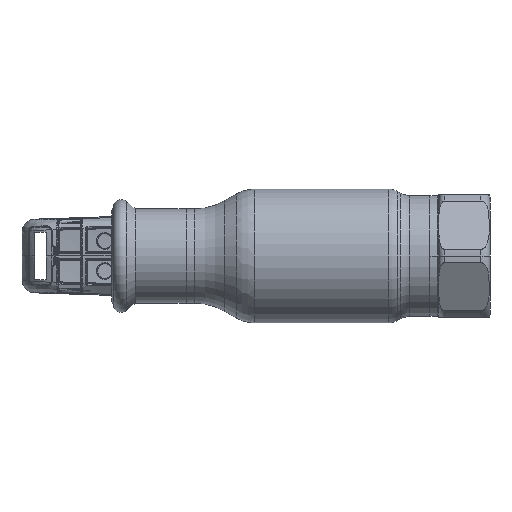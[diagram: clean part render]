
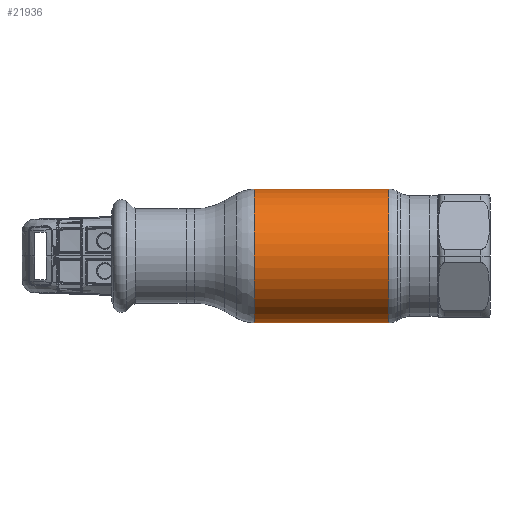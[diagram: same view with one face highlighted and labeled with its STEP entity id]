
A CAD part, front view. The second image highlights one B-rep face of the part: STEP entity #21936.
In plain terms, the highlighted cylindrical face has radius 22.25 mm (diameter 44.5 mm), a partial arc.
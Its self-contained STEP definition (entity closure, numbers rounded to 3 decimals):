
#572 = FACE_OUTER_BOUND ( 'NONE', #52868, .T. ) ;
#2373 = CARTESIAN_POINT ( 'NONE',  ( 22.285, 0., 0. ) ) ;
#3042 = LINE ( 'NONE', #18617, #47731 ) ;
#3684 = DIRECTION ( 'NONE',  ( -1., 0., 0. ) ) ;
#3713 = VERTEX_POINT ( 'NONE', #34540 ) ;
#6308 = EDGE_CURVE ( 'NONE', #35501, #23563, #42637, .T. ) ;
#9663 = EDGE_CURVE ( 'NONE', #3713, #35501, #21034, .T. ) ;
#12764 = DIRECTION ( 'NONE',  ( -1., 0., 0. ) ) ;
#13314 = ORIENTED_EDGE ( 'NONE', *, *, #39697, .T. ) ;
#14131 = CIRCLE ( 'NONE', #21082, 22.25 ) ;
#14340 = DIRECTION ( 'NONE',  ( -1., 0., 0. ) ) ;
#14911 = CYLINDRICAL_SURFACE ( 'NONE', #56741, 22.25 ) ;
#15231 = CARTESIAN_POINT ( 'NONE',  ( -22.285, 0., -22.25 ) ) ;
#15731 = VECTOR ( 'NONE', #12764, 1000. ) ;
#16652 = DIRECTION ( 'NONE',  ( -1., 0., 0. ) ) ;
#18617 = CARTESIAN_POINT ( 'NONE',  ( -62.69, 0., 22.25 ) ) ;
#21034 = LINE ( 'NONE', #40233, #15731 ) ;
#21082 = AXIS2_PLACEMENT_3D ( 'NONE', #2373, #31792, #41677 ) ;
#21786 = ORIENTED_EDGE ( 'NONE', *, *, #33987, .T. ) ;
#21936 = ADVANCED_FACE ( 'NONE', ( #572 ), #14911, .T. ) ;
#23563 = VERTEX_POINT ( 'NONE', #59851 ) ;
#31792 = DIRECTION ( 'NONE',  ( -1., 0., 0. ) ) ;
#32867 = CARTESIAN_POINT ( 'NONE',  ( -62.69, 0., 0. ) ) ;
#33987 = EDGE_CURVE ( 'NONE', #41778, #23563, #3042, .T. ) ;
#34540 = CARTESIAN_POINT ( 'NONE',  ( 22.285, 0., -22.25 ) ) ;
#35501 = VERTEX_POINT ( 'NONE', #15231 ) ;
#37033 = ORIENTED_EDGE ( 'NONE', *, *, #9663, .F. ) ;
#37687 = DIRECTION ( 'NONE',  ( 0., 0., 1. ) ) ;
#39697 = EDGE_CURVE ( 'NONE', #3713, #41778, #14131, .T. ) ;
#40233 = CARTESIAN_POINT ( 'NONE',  ( -62.69, 0., -22.25 ) ) ;
#41157 = CARTESIAN_POINT ( 'NONE',  ( -22.285, 0., 0. ) ) ;
#41677 = DIRECTION ( 'NONE',  ( 0., 0., 1. ) ) ;
#41778 = VERTEX_POINT ( 'NONE', #59577 ) ;
#41925 = ORIENTED_EDGE ( 'NONE', *, *, #6308, .F. ) ;
#42637 = CIRCLE ( 'NONE', #54108, 22.25 ) ;
#47731 = VECTOR ( 'NONE', #14340, 1000. ) ;
#52868 = EDGE_LOOP ( 'NONE', ( #37033, #13314, #21786, #41925 ) ) ;
#54108 = AXIS2_PLACEMENT_3D ( 'NONE', #41157, #16652, #55184 ) ;
#55184 = DIRECTION ( 'NONE',  ( 0., 0., 1. ) ) ;
#56741 = AXIS2_PLACEMENT_3D ( 'NONE', #32867, #3684, #37687 ) ;
#59577 = CARTESIAN_POINT ( 'NONE',  ( 22.285, 0., 22.25 ) ) ;
#59851 = CARTESIAN_POINT ( 'NONE',  ( -22.285, 0., 22.25 ) ) ;
